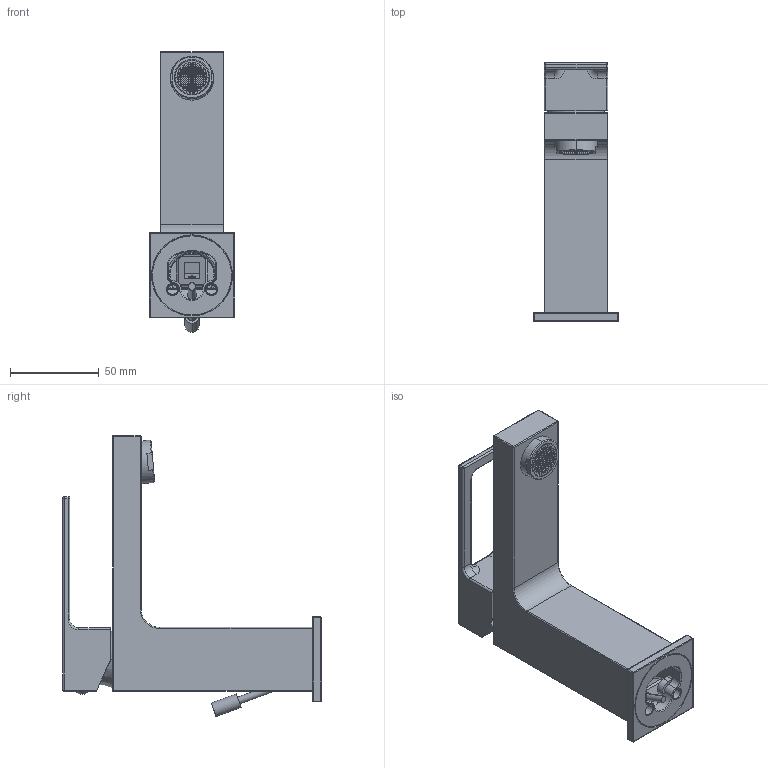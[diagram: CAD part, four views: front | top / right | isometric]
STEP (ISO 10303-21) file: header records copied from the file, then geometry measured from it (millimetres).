
FILE_DESCRIPTION((''),'2;1');
FILE_NAME('EF075CR','2021-01-14T10:09:38',('ut3'),('PAFFONI SpA'),'CREO PARAMETRIC BY PTC INC, 2020044','CREO PARAMETRIC BY PTC INC, 2020044','');
FILE_SCHEMA(('CONFIG_CONTROL_DESIGN','SHAPE_APPEARANCE_LAYERS_GROUPS'));
Products named in the file (1): EF075CR
Bounding box: 48 x 145.58 x 158.1 mm (x, y, z)
Volume: 119514.8 mm3; surface area: 75774.5 mm2
Topology: 5 solids, 5 shells, 1927 faces, 5475 edges, 3555 vertices
Faces by surface type: plane 1547, cylinder 218, torus 54, sphere 44, cone 41, bspline 23
Entity records: 80213 total; most frequent: CARTESIAN_POINT 13081, ORIENTED_EDGE 10946, DIRECTION 10654, EDGE_CURVE 5473, VECTOR 3858, LINE 3858, VERTEX_POINT 3555, AXIS2_PLACEMENT_3D 3398
